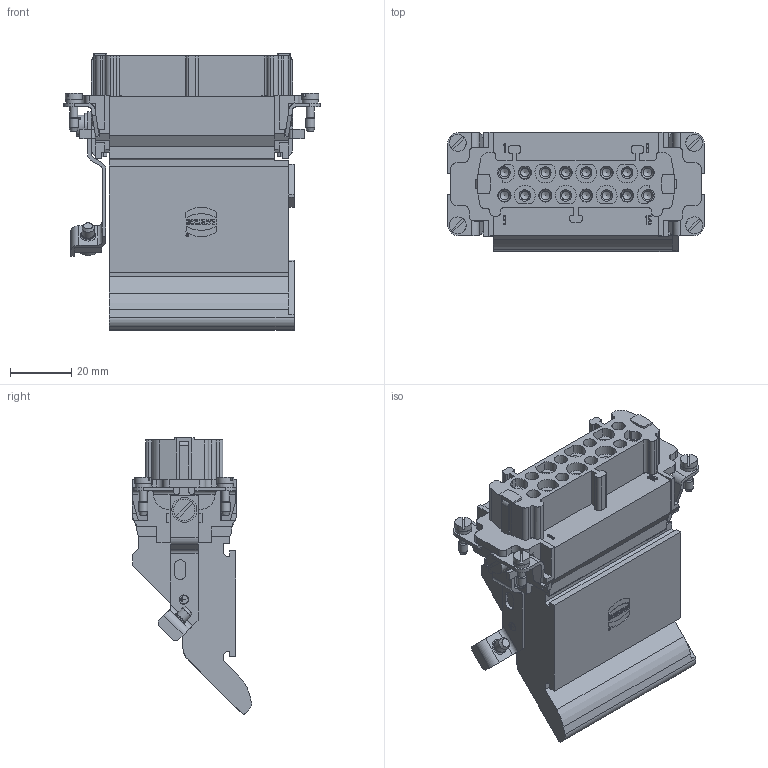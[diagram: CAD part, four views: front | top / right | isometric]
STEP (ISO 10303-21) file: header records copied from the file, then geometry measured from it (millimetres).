
FILE_DESCRIPTION(/* description */ (''),/* implementation_level */ '2;1');
FILE_NAME(/* name */ '100650085ugm000_b.stp',/* time_stamp */ '2019-09-23T10:40:19+02:00',/* author */ (''),/* organization */ (''),/* preprocessor_version */ 'ST-DEVELOPER v16.7',/* originating_system */ 'SIEMENS PLM Software NX 12.0',/* authorisation */ '');
FILE_SCHEMA (('AUTOMOTIVE_DESIGN { 1 0 10303 214 3 1 1 1 }'));
Length unit declared in the file: millimetre
Products named in the file (1): 100650085ugm000_b
Bounding box: 84.1 x 39.04 x 90.57 mm (x, y, z)
Volume: 114077.3 mm3; surface area: 30605 mm2
Topology: 1 solids, 1 shells, 1198 faces, 3705 edges, 3089 vertices
Faces by surface type: plane 786, cylinder 289, cone 65, extrusion 41, bspline 17
Full cylindrical faces by diameter (mm): 0.671 x1, 0.984 x1, 2.3 x2, 2.45 x2, 2.5 x4, 2.8 x16, 2.925 x1, 3 x5, 3.05 x16, 3.242 x1, 4 x1, 4.35 x1, 5 x16, 5.3 x4, 5.5 x4, 7 x2, 8.17 x1
Entity records: 51436 total; most frequent: CARTESIAN_POINT 11189, ORIENTED_EDGE 5982, DIRECTION 5795, EDGE_CURVE 2991, VECTOR 2269, LINE 2228, VERTEX_POINT 2064, AXIS2_PLACEMENT_3D 1763
